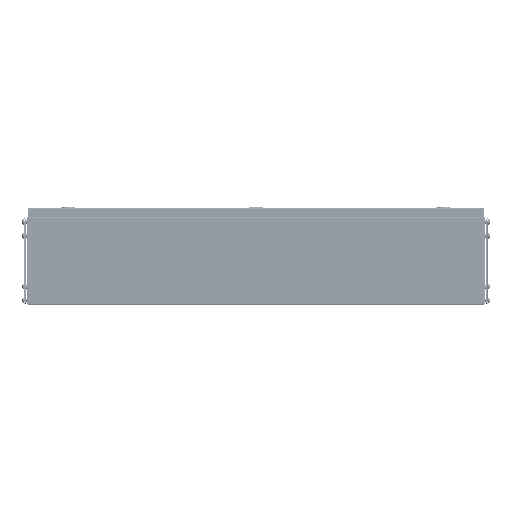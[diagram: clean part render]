
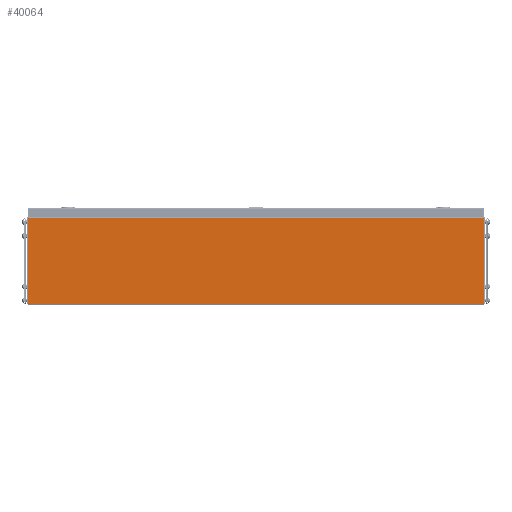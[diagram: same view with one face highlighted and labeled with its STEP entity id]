
A CAD part, left-side view. The second image highlights one B-rep face of the part: STEP entity #40064.
In plain terms, the highlighted planar face has unit normal (-1, 0, 0).
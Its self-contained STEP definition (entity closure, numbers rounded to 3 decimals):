
#5523 = DIRECTION ( 'NONE',  ( 0., 1., 0. ) ) ;
#6022 = PLANE ( 'NONE',  #20711 ) ;
#6179 = VERTEX_POINT ( 'NONE', #66499 ) ;
#9677 = VECTOR ( 'NONE', #20754, 1000. ) ;
#10150 = LINE ( 'NONE', #11871, #30691 ) ;
#11871 = CARTESIAN_POINT ( 'NONE',  ( -300., -495.5, 0. ) ) ;
#13631 = EDGE_LOOP ( 'NONE', ( #65258, #20577, #76978, #81647 ) ) ;
#15894 = EDGE_CURVE ( 'NONE', #44023, #6179, #50465, .T. ) ;
#17147 = EDGE_CURVE ( 'NONE', #44023, #56209, #10150, .T. ) ;
#19056 = DIRECTION ( 'NONE',  ( 0., 1., 0. ) ) ;
#20577 = ORIENTED_EDGE ( 'NONE', *, *, #29160, .T. ) ;
#20711 = AXIS2_PLACEMENT_3D ( 'NONE', #60116, #75092, #60556 ) ;
#20754 = DIRECTION ( 'NONE',  ( 0., 0., -1. ) ) ;
#29160 = EDGE_CURVE ( 'NONE', #44267, #6179, #40543, .T. ) ;
#30426 = EDGE_CURVE ( 'NONE', #56209, #44267, #86062, .T. ) ;
#30691 = VECTOR ( 'NONE', #38287, 1000. ) ;
#33280 = FACE_OUTER_BOUND ( 'NONE', #13631, .T. ) ;
#37677 = CARTESIAN_POINT ( 'NONE',  ( -300., 495.5, 1. ) ) ;
#38287 = DIRECTION ( 'NONE',  ( 0., 0., 1. ) ) ;
#38597 = CARTESIAN_POINT ( 'NONE',  ( -300., 495.5, 187.5 ) ) ;
#40064 = ADVANCED_FACE ( 'NONE', ( #33280 ), #6022, .F. ) ;
#40543 = LINE ( 'NONE', #41405, #9677 ) ;
#41405 = CARTESIAN_POINT ( 'NONE',  ( -300., 495.5, 0. ) ) ;
#44023 = VERTEX_POINT ( 'NONE', #75171 ) ;
#44267 = VERTEX_POINT ( 'NONE', #38597 ) ;
#50306 = VECTOR ( 'NONE', #5523, 1000. ) ;
#50465 = LINE ( 'NONE', #37677, #82663 ) ;
#55928 = CARTESIAN_POINT ( 'NONE',  ( -300., -495.5, 187.5 ) ) ;
#56209 = VERTEX_POINT ( 'NONE', #55928 ) ;
#60116 = CARTESIAN_POINT ( 'NONE',  ( -300., 0., 0. ) ) ;
#60556 = DIRECTION ( 'NONE',  ( 0., 0., -1. ) ) ;
#65258 = ORIENTED_EDGE ( 'NONE', *, *, #30426, .T. ) ;
#66499 = CARTESIAN_POINT ( 'NONE',  ( -300., 495.5, 1. ) ) ;
#75092 = DIRECTION ( 'NONE',  ( 1., 0., 0. ) ) ;
#75171 = CARTESIAN_POINT ( 'NONE',  ( -300., -495.5, 1. ) ) ;
#76978 = ORIENTED_EDGE ( 'NONE', *, *, #15894, .F. ) ;
#81647 = ORIENTED_EDGE ( 'NONE', *, *, #17147, .T. ) ;
#82663 = VECTOR ( 'NONE', #19056, 1000. ) ;
#85194 = CARTESIAN_POINT ( 'NONE',  ( -300., -495.5, 187.5 ) ) ;
#86062 = LINE ( 'NONE', #85194, #50306 ) ;
